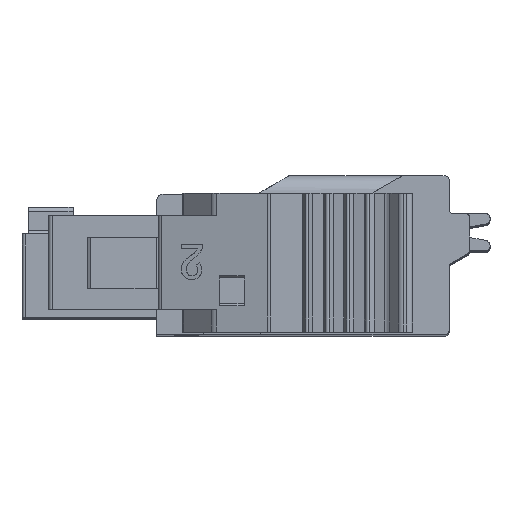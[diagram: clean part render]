
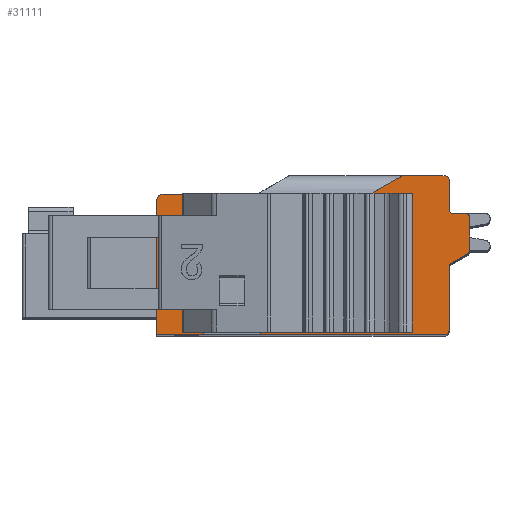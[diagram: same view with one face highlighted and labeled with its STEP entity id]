
A CAD part, top view. The second image highlights one B-rep face of the part: STEP entity #31111.
In plain terms, the highlighted planar face has unit normal (0, 0, 1).
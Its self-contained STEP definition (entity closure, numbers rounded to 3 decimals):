
#3494=DIRECTION('',(0.,-1.,0.));
#3495=VECTOR('',#3494,6.75);
#3496=CARTESIAN_POINT('',(26.932,23.438,58.275));
#3497=LINE('',#3496,#3495);
#3498=DIRECTION('',(1.,0.,0.));
#3499=VECTOR('',#3498,2.497);
#3500=CARTESIAN_POINT('',(27.901,23.438,58.275));
#3501=LINE('',#3500,#3499);
#3502=DIRECTION('',(0.866,0.5,0.));
#3503=VECTOR('',#3502,1.8);
#3504=CARTESIAN_POINT('',(30.397,23.438,58.275));
#3505=LINE('',#3504,#3503);
#3506=DIRECTION('',(1.,0.,0.));
#3507=VECTOR('',#3506,2.1);
#3508=CARTESIAN_POINT('',(31.956,24.338,58.275));
#3509=LINE('',#3508,#3507);
#3510=CARTESIAN_POINT('',(34.056,24.138,58.275));
#3511=DIRECTION('',(0.,0.,-1.));
#3512=DIRECTION('',(0.,1.,0.));
#3513=AXIS2_PLACEMENT_3D('',#3510,#3511,#3512);
#3515=DIRECTION('',(0.,-1.,0.));
#3516=VECTOR('',#3515,1.45);
#3517=CARTESIAN_POINT('',(34.256,24.138,58.275));
#3518=LINE('',#3517,#3516);
#3519=CARTESIAN_POINT('',(34.456,22.688,58.275));
#3520=DIRECTION('',(0.,0.,1.));
#3521=DIRECTION('',(-1.,0.,0.));
#3522=AXIS2_PLACEMENT_3D('',#3519,#3520,#3521);
#3524=DIRECTION('',(1.,0.,0.));
#3525=VECTOR('',#3524,0.6);
#3526=CARTESIAN_POINT('',(34.456,22.488,58.275));
#3527=LINE('',#3526,#3525);
#3528=CARTESIAN_POINT('',(35.056,22.288,58.275));
#3529=DIRECTION('',(0.,0.,-1.));
#3530=DIRECTION('',(0.,1.,0.));
#3531=AXIS2_PLACEMENT_3D('',#3528,#3529,#3530);
#3533=DIRECTION('',(0.,-1.,0.));
#3534=VECTOR('',#3533,1.585);
#3535=CARTESIAN_POINT('',(35.256,22.288,58.275));
#3536=LINE('',#3535,#3534);
#3537=CARTESIAN_POINT('',(35.056,20.703,58.275));
#3538=DIRECTION('',(0.,0.,-1.));
#3539=DIRECTION('',(1.,0.,0.));
#3540=AXIS2_PLACEMENT_3D('',#3537,#3538,#3539);
#3542=DIRECTION('',(-0.866,-0.5,0.));
#3543=VECTOR('',#3542,0.924);
#3544=CARTESIAN_POINT('',(35.156,20.53,58.275));
#3545=LINE('',#3544,#3543);
#3546=CARTESIAN_POINT('',(34.456,19.895,58.275));
#3547=DIRECTION('',(0.,0.,1.));
#3548=DIRECTION('',(-0.5,0.866,0.));
#3549=AXIS2_PLACEMENT_3D('',#3546,#3547,#3548);
#3551=DIRECTION('',(0.,-1.,0.));
#3552=VECTOR('',#3551,3.107);
#3553=CARTESIAN_POINT('',(34.256,19.895,58.275));
#3554=LINE('',#3553,#3552);
#3555=CARTESIAN_POINT('',(34.056,16.788,58.275));
#3556=DIRECTION('',(0.,0.,-1.));
#3557=DIRECTION('',(1.,0.,0.));
#3558=AXIS2_PLACEMENT_3D('',#3555,#3556,#3557);
#3560=DIRECTION('',(-1.,0.,0.));
#3561=VECTOR('',#3560,14.1);
#3562=CARTESIAN_POINT('',(34.056,16.588,58.275));
#3563=LINE('',#3562,#3561);
#3564=DIRECTION('',(0.,1.,0.));
#3565=VECTOR('',#3564,6.55);
#3566=CARTESIAN_POINT('',(19.956,16.588,58.275));
#3567=LINE('',#3566,#3565);
#3568=CARTESIAN_POINT('',(20.256,23.138,58.275));
#3569=DIRECTION('',(0.,0.,-1.));
#3570=DIRECTION('',(-1.,-0.001,0.));
#3571=AXIS2_PLACEMENT_3D('',#3568,#3569,#3570);
#3573=DIRECTION('',(1.,0.,0.));
#3574=VECTOR('',#3573,6.676);
#3575=CARTESIAN_POINT('',(20.256,23.438,58.275));
#3576=LINE('',#3575,#3574);
#3577=DIRECTION('',(0.,-1.,0.));
#3578=VECTOR('',#3577,5.73);
#3579=CARTESIAN_POINT('',(22.765,22.468,58.275));
#3580=LINE('',#3579,#3578);
#3581=DIRECTION('',(0.,1.,0.));
#3582=VECTOR('',#3581,5.73);
#3583=CARTESIAN_POINT('',(24.486,16.738,58.275));
#3584=LINE('',#3583,#3582);
#3593=DIRECTION('',(0.,-1.,0.));
#3594=VECTOR('',#3593,6.75);
#3595=CARTESIAN_POINT('',(27.901,23.438,58.275));
#3596=LINE('',#3595,#3594);
#3737=DIRECTION('',(-1.,0.,0.));
#3738=VECTOR('',#3737,0.968);
#3739=CARTESIAN_POINT('',(27.901,16.688,58.275));
#3740=LINE('',#3739,#3738);
#4364=DIRECTION('',(-1.,0.,0.));
#4365=VECTOR('',#4364,1.721);
#4366=CARTESIAN_POINT('',(24.486,16.738,58.275));
#4367=LINE('',#4366,#4365);
#4380=DIRECTION('',(1.,0.,0.));
#4381=VECTOR('',#4380,1.721);
#4382=CARTESIAN_POINT('',(22.765,22.468,58.275));
#4383=LINE('',#4382,#4381);
#21029=CARTESIAN_POINT('',(34.256,19.895,58.275));
#21030=CARTESIAN_POINT('',(34.256,16.788,58.275));
#21031=VERTEX_POINT('',#21029);
#21032=VERTEX_POINT('',#21030);
#21274=CARTESIAN_POINT('',(34.056,16.588,58.275));
#21275=VERTEX_POINT('',#21274);
#21280=CARTESIAN_POINT('',(19.956,16.588,58.275));
#21281=VERTEX_POINT('',#21280);
#21566=CARTESIAN_POINT('',(30.397,23.438,58.275));
#21567=VERTEX_POINT('',#21566);
#21568=CARTESIAN_POINT('',(27.901,23.438,58.275));
#21569=VERTEX_POINT('',#21568);
#21576=CARTESIAN_POINT('',(26.932,23.438,58.275));
#21577=VERTEX_POINT('',#21576);
#21578=CARTESIAN_POINT('',(20.256,23.438,58.275));
#21579=VERTEX_POINT('',#21578);
#21706=CARTESIAN_POINT('',(34.056,24.338,58.275));
#21707=VERTEX_POINT('',#21706);
#21708=CARTESIAN_POINT('',(31.956,24.338,58.275));
#21709=VERTEX_POINT('',#21708);
#22034=CARTESIAN_POINT('',(34.256,24.138,58.275));
#22035=VERTEX_POINT('',#22034);
#22058=CARTESIAN_POINT('',(34.256,22.688,58.275));
#22059=VERTEX_POINT('',#22058);
#22366=CARTESIAN_POINT('',(34.356,20.068,58.275));
#22367=VERTEX_POINT('',#22366);
#22368=CARTESIAN_POINT('',(35.156,20.53,58.275));
#22369=VERTEX_POINT('',#22368);
#22370=CARTESIAN_POINT('',(26.932,16.688,58.275));
#22371=VERTEX_POINT('',#22370);
#22372=CARTESIAN_POINT('',(27.901,16.688,58.275));
#22373=VERTEX_POINT('',#22372);
#22374=CARTESIAN_POINT('',(34.456,22.488,58.275));
#22375=VERTEX_POINT('',#22374);
#22376=CARTESIAN_POINT('',(35.056,22.488,58.275));
#22377=VERTEX_POINT('',#22376);
#22378=CARTESIAN_POINT('',(35.256,22.288,58.275));
#22379=VERTEX_POINT('',#22378);
#22380=CARTESIAN_POINT('',(35.256,20.703,58.275));
#22381=VERTEX_POINT('',#22380);
#22382=CARTESIAN_POINT('',(19.956,23.138,58.275));
#22383=VERTEX_POINT('',#22382);
#22384=CARTESIAN_POINT('',(22.765,22.468,58.275));
#22385=CARTESIAN_POINT('',(22.765,16.738,58.275));
#22386=VERTEX_POINT('',#22384);
#22387=VERTEX_POINT('',#22385);
#22388=CARTESIAN_POINT('',(24.486,16.738,58.275));
#22389=VERTEX_POINT('',#22388);
#22390=CARTESIAN_POINT('',(24.486,22.468,58.275));
#22391=VERTEX_POINT('',#22390);
#31061=CARTESIAN_POINT('',(26.228,21.108,58.275));
#31062=DIRECTION('',(0.,0.,1.));
#31063=DIRECTION('',(1.,0.,0.));
#31064=AXIS2_PLACEMENT_3D('',#31061,#31062,#31063);
#31065=PLANE('',#31064);
#31067=ORIENTED_EDGE('',*,*,#31066,.T.);
#31069=ORIENTED_EDGE('',*,*,#31068,.F.);
#31071=ORIENTED_EDGE('',*,*,#31070,.F.);
#31072=ORIENTED_EDGE('',*,*,#29973,.T.);
#31074=ORIENTED_EDGE('',*,*,#31073,.T.);
#31075=ORIENTED_EDGE('',*,*,#30141,.T.);
#31076=ORIENTED_EDGE('',*,*,#30537,.T.);
#31077=ORIENTED_EDGE('',*,*,#30571,.T.);
#31079=ORIENTED_EDGE('',*,*,#31078,.T.);
#31081=ORIENTED_EDGE('',*,*,#31080,.T.);
#31083=ORIENTED_EDGE('',*,*,#31082,.T.);
#31085=ORIENTED_EDGE('',*,*,#31084,.T.);
#31087=ORIENTED_EDGE('',*,*,#31086,.T.);
#31088=ORIENTED_EDGE('',*,*,#31053,.T.);
#31089=ORIENTED_EDGE('',*,*,#31042,.T.);
#31090=ORIENTED_EDGE('',*,*,#27030,.T.);
#31091=ORIENTED_EDGE('',*,*,#29876,.T.);
#31093=ORIENTED_EDGE('',*,*,#31092,.T.);
#31095=ORIENTED_EDGE('',*,*,#31094,.T.);
#31097=ORIENTED_EDGE('',*,*,#31096,.T.);
#31098=ORIENTED_EDGE('',*,*,#29983,.T.);
#31099=EDGE_LOOP('',(#31067,#31069,#31071,#31072,#31074,#31075,#31076,#31077,
#31079,#31081,#31083,#31085,#31087,#31088,#31089,#31090,#31091,#31093,#31095,
#31097,#31098));
#31100=FACE_OUTER_BOUND('',#31099,.F.);
#31102=ORIENTED_EDGE('',*,*,#31101,.T.);
#31104=ORIENTED_EDGE('',*,*,#31103,.F.);
#31106=ORIENTED_EDGE('',*,*,#31105,.T.);
#31108=ORIENTED_EDGE('',*,*,#31107,.F.);
#31109=EDGE_LOOP('',(#31102,#31104,#31106,#31108));
#31110=FACE_BOUND('',#31109,.F.);
#3514=CIRCLE('',#3513,0.2);
#3523=CIRCLE('',#3522,0.2);
#3532=CIRCLE('',#3531,0.2);
#3541=CIRCLE('',#3540,0.2);
#3550=CIRCLE('',#3549,0.2);
#3559=CIRCLE('',#3558,0.2);
#3572=CIRCLE('',#3571,0.3);
#27030=EDGE_CURVE('',#21031,#21032,#3554,.T.);
#29876=EDGE_CURVE('',#21032,#21275,#3559,.T.);
#29973=EDGE_CURVE('',#21569,#21567,#3501,.T.);
#29983=EDGE_CURVE('',#21579,#21577,#3576,.T.);
#30141=EDGE_CURVE('',#21709,#21707,#3509,.T.);
#30537=EDGE_CURVE('',#21707,#22035,#3514,.T.);
#30571=EDGE_CURVE('',#22035,#22059,#3518,.T.);
#31042=EDGE_CURVE('',#22367,#21031,#3550,.T.);
#31053=EDGE_CURVE('',#22369,#22367,#3545,.T.);
#31066=EDGE_CURVE('',#21577,#22371,#3497,.T.);
#31068=EDGE_CURVE('',#22373,#22371,#3740,.T.);
#31070=EDGE_CURVE('',#21569,#22373,#3596,.T.);
#31073=EDGE_CURVE('',#21567,#21709,#3505,.T.);
#31078=EDGE_CURVE('',#22059,#22375,#3523,.T.);
#31080=EDGE_CURVE('',#22375,#22377,#3527,.T.);
#31082=EDGE_CURVE('',#22377,#22379,#3532,.T.);
#31084=EDGE_CURVE('',#22379,#22381,#3536,.T.);
#31086=EDGE_CURVE('',#22381,#22369,#3541,.T.);
#31092=EDGE_CURVE('',#21275,#21281,#3563,.T.);
#31094=EDGE_CURVE('',#21281,#22383,#3567,.T.);
#31096=EDGE_CURVE('',#22383,#21579,#3572,.T.);
#31101=EDGE_CURVE('',#22386,#22387,#3580,.T.);
#31103=EDGE_CURVE('',#22389,#22387,#4367,.T.);
#31105=EDGE_CURVE('',#22389,#22391,#3584,.T.);
#31107=EDGE_CURVE('',#22386,#22391,#4383,.T.);
#31111=ADVANCED_FACE('',(#31100,#31110),#31065,.T.);
